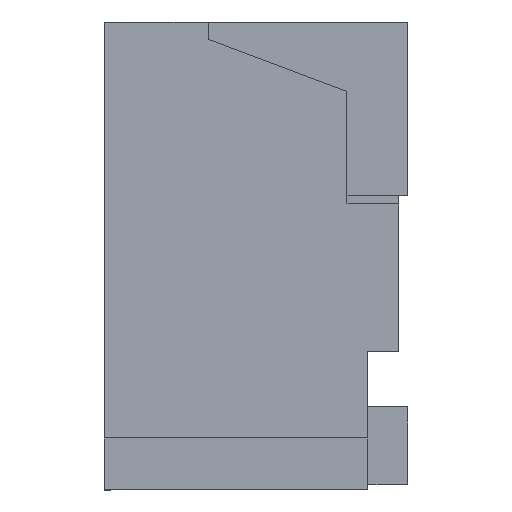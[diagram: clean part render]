
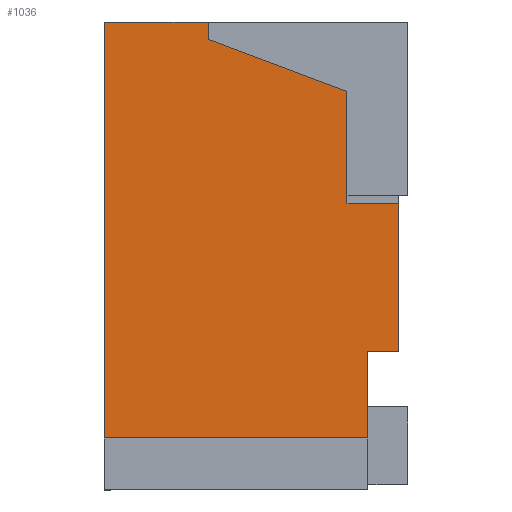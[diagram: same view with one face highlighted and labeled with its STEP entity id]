
A CAD part, left-side view. The second image highlights one B-rep face of the part: STEP entity #1036.
In plain terms, the highlighted planar face has unit normal (-1, 0, 0).
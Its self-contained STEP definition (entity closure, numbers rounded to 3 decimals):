
#72 = CARTESIAN_POINT ( 'NONE',  ( -5.3, 1.7, 2.8 ) ) ;
#82 = LINE ( 'NONE', #1561, #2170 ) ;
#116 = VERTEX_POINT ( 'NONE', #72 ) ;
#141 = LINE ( 'NONE', #2179, #3387 ) ;
#157 = VERTEX_POINT ( 'NONE', #852 ) ;
#173 = CARTESIAN_POINT ( 'NONE',  ( -5.3, 0., 2.8 ) ) ;
#192 = EDGE_CURVE ( 'NONE', #157, #1513, #2647, .T. ) ;
#261 = EDGE_CURVE ( 'NONE', #3286, #157, #2824, .T. ) ;
#345 = CARTESIAN_POINT ( 'NONE',  ( -5.3, 1.7, 2.5 ) ) ;
#414 = DIRECTION ( 'NONE',  ( 0., -1., 0. ) ) ;
#415 = CARTESIAN_POINT ( 'NONE',  ( -5.3, 1.1, 5.1 ) ) ;
#431 = DIRECTION ( 'NONE',  ( 0., 0., 1. ) ) ;
#607 = LINE ( 'NONE', #1967, #2570 ) ;
#643 = CARTESIAN_POINT ( 'NONE',  ( -5.3, 1.7, 5.2 ) ) ;
#732 = VECTOR ( 'NONE', #2016, 1000. ) ;
#848 = VECTOR ( 'NONE', #2942, 1000. ) ;
#852 = CARTESIAN_POINT ( 'NONE',  ( -5.3, 1.1, 5.2 ) ) ;
#906 = PLANE ( 'NONE',  #1657 ) ;
#1022 = DIRECTION ( 'NONE',  ( 0., 0., 1. ) ) ;
#1036 = ADVANCED_FACE ( 'NONE', ( #1808 ), #906, .T. ) ;
#1058 = ORIENTED_EDGE ( 'NONE', *, *, #3016, .T. ) ;
#1073 = CARTESIAN_POINT ( 'NONE',  ( -5.3, 0., 5.2 ) ) ;
#1172 = ORIENTED_EDGE ( 'NONE', *, *, #1565, .T. ) ;
#1184 = DIRECTION ( 'NONE',  ( 0., -1., 0. ) ) ;
#1200 = CARTESIAN_POINT ( 'NONE',  ( -5.3, 1.1, 5.2 ) ) ;
#1201 = DIRECTION ( 'NONE',  ( -1., 0., 0. ) ) ;
#1213 = LINE ( 'NONE', #345, #848 ) ;
#1228 = CARTESIAN_POINT ( 'NONE',  ( -5.3, 1.7, 5.2 ) ) ;
#1230 = VECTOR ( 'NONE', #1184, 1000. ) ;
#1249 = VECTOR ( 'NONE', #2470, 1000. ) ;
#1295 = EDGE_CURVE ( 'NONE', #1982, #3231, #82, .T. ) ;
#1455 = EDGE_CURVE ( 'NONE', #1513, #116, #1213, .T. ) ;
#1483 = LINE ( 'NONE', #1073, #1895 ) ;
#1513 = VERTEX_POINT ( 'NONE', #1950 ) ;
#1517 = VERTEX_POINT ( 'NONE', #2136 ) ;
#1531 = EDGE_LOOP ( 'NONE', ( #1172, #1058, #3271, #2052, #2866, #2636, #2269, #3154, #2732, #3178 ) ) ;
#1540 = DIRECTION ( 'NONE',  ( 0., 0., 1. ) ) ;
#1561 = CARTESIAN_POINT ( 'NONE',  ( -5.3, 1.7, 4.15 ) ) ;
#1565 = EDGE_CURVE ( 'NONE', #2141, #2224, #607, .T. ) ;
#1573 = CARTESIAN_POINT ( 'NONE',  ( -5.3, 0.3, 5.2 ) ) ;
#1623 = VECTOR ( 'NONE', #1540, 1000. ) ;
#1657 = AXIS2_PLACEMENT_3D ( 'NONE', #1228, #1201, #431 ) ;
#1738 = CARTESIAN_POINT ( 'NONE',  ( -5.3, 0.3, 4.15 ) ) ;
#1748 = EDGE_CURVE ( 'NONE', #2626, #2141, #3230, .T. ) ;
#1808 = FACE_OUTER_BOUND ( 'NONE', #1531, .T. ) ;
#1834 = DIRECTION ( 'NONE',  ( 0., 1., 0. ) ) ;
#1895 = VECTOR ( 'NONE', #3188, 1000. ) ;
#1932 = LINE ( 'NONE', #173, #1230 ) ;
#1950 = CARTESIAN_POINT ( 'NONE',  ( -5.3, 1.7, 5.2 ) ) ;
#1967 = CARTESIAN_POINT ( 'NONE',  ( -5.3, 0., 3.3 ) ) ;
#1982 = VERTEX_POINT ( 'NONE', #2420 ) ;
#2016 = DIRECTION ( 'NONE',  ( 0., 0., 1. ) ) ;
#2052 = ORIENTED_EDGE ( 'NONE', *, *, #2932, .T. ) ;
#2136 = CARTESIAN_POINT ( 'NONE',  ( -5.3, 0.3, 4.8 ) ) ;
#2141 = VERTEX_POINT ( 'NONE', #2533 ) ;
#2170 = VECTOR ( 'NONE', #1834, 1000. ) ;
#2179 = CARTESIAN_POINT ( 'NONE',  ( -5.3, 0.3, 4.8 ) ) ;
#2224 = VERTEX_POINT ( 'NONE', #3078 ) ;
#2269 = ORIENTED_EDGE ( 'NONE', *, *, #192, .T. ) ;
#2411 = DIRECTION ( 'NONE',  ( 0., 0.936, 0.351 ) ) ;
#2420 = CARTESIAN_POINT ( 'NONE',  ( -5.3, 0., 4.15 ) ) ;
#2470 = DIRECTION ( 'NONE',  ( 0., 1., 0. ) ) ;
#2533 = CARTESIAN_POINT ( 'NONE',  ( -5.3, 0.18, 3.3 ) ) ;
#2570 = VECTOR ( 'NONE', #414, 1000. ) ;
#2576 = EDGE_CURVE ( 'NONE', #1517, #3286, #141, .T. ) ;
#2626 = VERTEX_POINT ( 'NONE', #2746 ) ;
#2636 = ORIENTED_EDGE ( 'NONE', *, *, #261, .T. ) ;
#2647 = LINE ( 'NONE', #643, #1249 ) ;
#2732 = ORIENTED_EDGE ( 'NONE', *, *, #3199, .T. ) ;
#2746 = CARTESIAN_POINT ( 'NONE',  ( -5.3, 0.18, 2.8 ) ) ;
#2824 = LINE ( 'NONE', #1200, #732 ) ;
#2847 = LINE ( 'NONE', #1573, #2964 ) ;
#2866 = ORIENTED_EDGE ( 'NONE', *, *, #2576, .T. ) ;
#2932 = EDGE_CURVE ( 'NONE', #3231, #1517, #2847, .T. ) ;
#2942 = DIRECTION ( 'NONE',  ( 0., 0., -1. ) ) ;
#2964 = VECTOR ( 'NONE', #1022, 1000. ) ;
#3016 = EDGE_CURVE ( 'NONE', #2224, #1982, #1483, .T. ) ;
#3078 = CARTESIAN_POINT ( 'NONE',  ( -5.3, 0., 3.3 ) ) ;
#3136 = CARTESIAN_POINT ( 'NONE',  ( -5.3, 0.18, 5.2 ) ) ;
#3154 = ORIENTED_EDGE ( 'NONE', *, *, #1455, .T. ) ;
#3178 = ORIENTED_EDGE ( 'NONE', *, *, #1748, .T. ) ;
#3188 = DIRECTION ( 'NONE',  ( 0., 0., 1. ) ) ;
#3199 = EDGE_CURVE ( 'NONE', #116, #2626, #1932, .T. ) ;
#3230 = LINE ( 'NONE', #3136, #1623 ) ;
#3231 = VERTEX_POINT ( 'NONE', #1738 ) ;
#3271 = ORIENTED_EDGE ( 'NONE', *, *, #1295, .T. ) ;
#3286 = VERTEX_POINT ( 'NONE', #415 ) ;
#3387 = VECTOR ( 'NONE', #2411, 1000. ) ;
